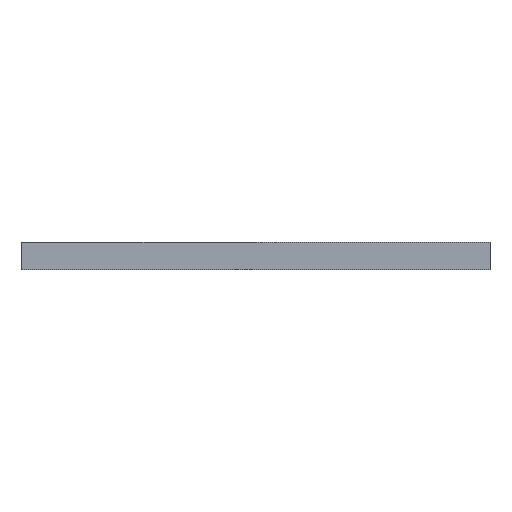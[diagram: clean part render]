
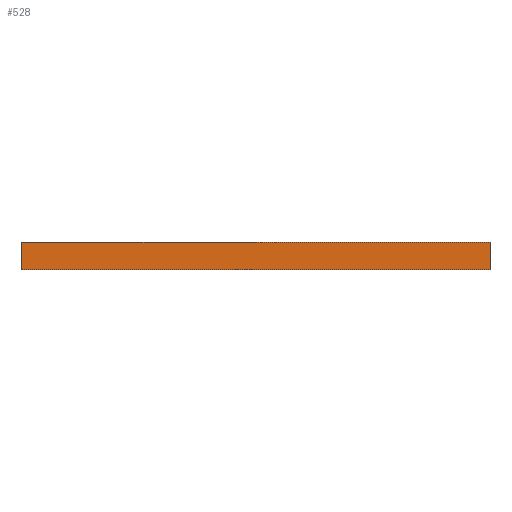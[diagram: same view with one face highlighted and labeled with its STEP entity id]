
A CAD part, front view. The second image highlights one B-rep face of the part: STEP entity #528.
In plain terms, the highlighted planar face has unit normal (0, -1, 0).
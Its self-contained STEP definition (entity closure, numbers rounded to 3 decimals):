
#31 = DIRECTION ( 'NONE',  ( 1., 0., 0. ) ) ;
#61 = DIRECTION ( 'NONE',  ( 0., 0., -1. ) ) ;
#97 = ORIENTED_EDGE ( 'NONE', *, *, #424, .T. ) ;
#107 = CARTESIAN_POINT ( 'NONE',  ( 39.5, -65.5, 0. ) ) ;
#143 = DIRECTION ( 'NONE',  ( 0., 1., 0. ) ) ;
#160 = CARTESIAN_POINT ( 'NONE',  ( -45.5, -65.5, 5. ) ) ;
#245 = AXIS2_PLACEMENT_3D ( 'NONE', #523, #143, #407 ) ;
#320 = ORIENTED_EDGE ( 'NONE', *, *, #1357, .F. ) ;
#346 = ORIENTED_EDGE ( 'NONE', *, *, #616, .T. ) ;
#397 = VERTEX_POINT ( 'NONE', #1229 ) ;
#407 = DIRECTION ( 'NONE',  ( -1., 0., 0. ) ) ;
#424 = EDGE_CURVE ( 'NONE', #397, #1617, #614, .T. ) ;
#523 = CARTESIAN_POINT ( 'NONE',  ( 39.5, -65.5, 5. ) ) ;
#528 = ADVANCED_FACE ( 'NONE', ( #1272 ), #870, .F. ) ;
#589 = EDGE_CURVE ( 'NONE', #1292, #1617, #1534, .T. ) ;
#614 = LINE ( 'NONE', #107, #1453 ) ;
#616 = EDGE_CURVE ( 'NONE', #725, #397, #932, .T. ) ;
#725 = VERTEX_POINT ( 'NONE', #1114 ) ;
#870 = PLANE ( 'NONE',  #245 ) ;
#879 = LINE ( 'NONE', #1300, #1378 ) ;
#880 = ORIENTED_EDGE ( 'NONE', *, *, #589, .F. ) ;
#932 = LINE ( 'NONE', #160, #1392 ) ;
#999 = VECTOR ( 'NONE', #1405, 1000. ) ;
#1103 = CARTESIAN_POINT ( 'NONE',  ( 39.5, -65.5, 0. ) ) ;
#1114 = CARTESIAN_POINT ( 'NONE',  ( -45.5, -65.5, 5. ) ) ;
#1124 = CARTESIAN_POINT ( 'NONE',  ( 39.5, -65.5, 5. ) ) ;
#1229 = CARTESIAN_POINT ( 'NONE',  ( -45.5, -65.5, 0. ) ) ;
#1272 = FACE_OUTER_BOUND ( 'NONE', #1447, .T. ) ;
#1274 = CARTESIAN_POINT ( 'NONE',  ( 39.5, -65.5, 5. ) ) ;
#1292 = VERTEX_POINT ( 'NONE', #1274 ) ;
#1300 = CARTESIAN_POINT ( 'NONE',  ( 39.5, -65.5, 5. ) ) ;
#1357 = EDGE_CURVE ( 'NONE', #725, #1292, #879, .T. ) ;
#1378 = VECTOR ( 'NONE', #31, 1000. ) ;
#1392 = VECTOR ( 'NONE', #61, 1000. ) ;
#1405 = DIRECTION ( 'NONE',  ( 0., 0., -1. ) ) ;
#1447 = EDGE_LOOP ( 'NONE', ( #97, #880, #320, #346 ) ) ;
#1453 = VECTOR ( 'NONE', #1620, 1000. ) ;
#1534 = LINE ( 'NONE', #1124, #999 ) ;
#1617 = VERTEX_POINT ( 'NONE', #1103 ) ;
#1620 = DIRECTION ( 'NONE',  ( 1., 0., 0. ) ) ;
